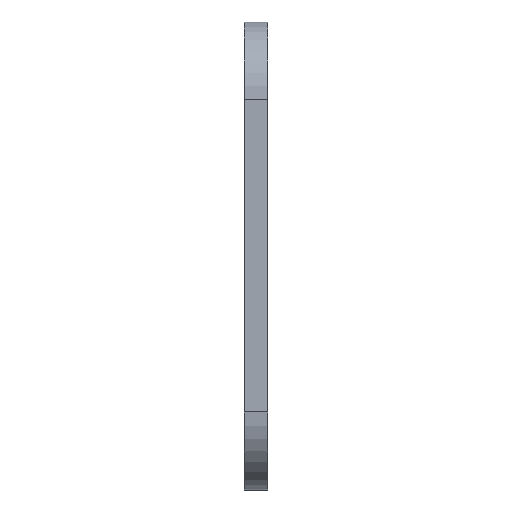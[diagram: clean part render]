
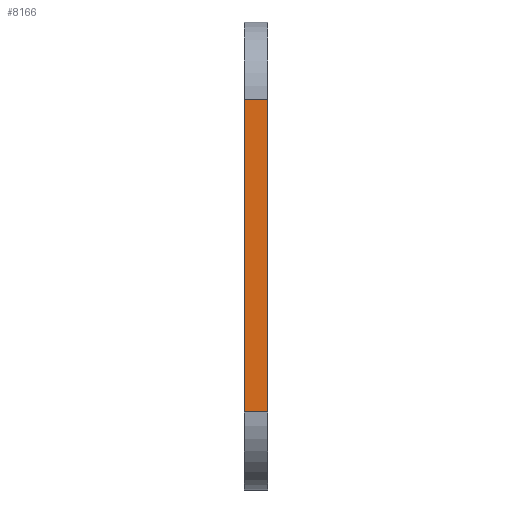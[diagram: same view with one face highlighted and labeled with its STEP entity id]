
A CAD part, left-side view. The second image highlights one B-rep face of the part: STEP entity #8166.
In plain terms, the highlighted planar face has unit normal (-1, 0, 0).
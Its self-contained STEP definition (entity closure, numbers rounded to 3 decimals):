
#459 = VERTEX_POINT ( 'NONE', #5134 ) ;
#774 = DIRECTION ( 'NONE',  ( 0., 0., -1. ) ) ;
#810 = EDGE_LOOP ( 'NONE', ( #2734, #2992, #1045, #8234 ) ) ;
#1045 = ORIENTED_EDGE ( 'NONE', *, *, #7253, .F. ) ;
#1051 = AXIS2_PLACEMENT_3D ( 'NONE', #9676, #4485, #774 ) ;
#1100 = EDGE_CURVE ( 'NONE', #4959, #5043, #6254, .T. ) ;
#1391 = DIRECTION ( 'NONE',  ( 0., 1., 0. ) ) ;
#2681 = EDGE_CURVE ( 'NONE', #9111, #4959, #6823, .T. ) ;
#2734 = ORIENTED_EDGE ( 'NONE', *, *, #1100, .T. ) ;
#2775 = CARTESIAN_POINT ( 'NONE',  ( -87., 3., -30. ) ) ;
#2973 = DIRECTION ( 'NONE',  ( 0., 0., 1. ) ) ;
#2992 = ORIENTED_EDGE ( 'NONE', *, *, #3189, .T. ) ;
#3189 = EDGE_CURVE ( 'NONE', #5043, #459, #4964, .T. ) ;
#3351 = DIRECTION ( 'NONE',  ( 0., 0., 1. ) ) ;
#3409 = CARTESIAN_POINT ( 'NONE',  ( -87., 0., -20. ) ) ;
#4368 = VECTOR ( 'NONE', #1391, 1000. ) ;
#4485 = DIRECTION ( 'NONE',  ( 1., 0., 0. ) ) ;
#4936 = VECTOR ( 'NONE', #9079, 1000. ) ;
#4959 = VERTEX_POINT ( 'NONE', #3409 ) ;
#4964 = LINE ( 'NONE', #6480, #4368 ) ;
#5004 = CARTESIAN_POINT ( 'NONE',  ( -87., 3., -20. ) ) ;
#5043 = VERTEX_POINT ( 'NONE', #6743 ) ;
#5134 = CARTESIAN_POINT ( 'NONE',  ( -87., 3., 20. ) ) ;
#5453 = CARTESIAN_POINT ( 'NONE',  ( -87., 3., -20. ) ) ;
#6254 = LINE ( 'NONE', #8607, #7738 ) ;
#6480 = CARTESIAN_POINT ( 'NONE',  ( -87., 3., 20. ) ) ;
#6743 = CARTESIAN_POINT ( 'NONE',  ( -87., 0., 20. ) ) ;
#6823 = LINE ( 'NONE', #5453, #4936 ) ;
#7253 = EDGE_CURVE ( 'NONE', #9111, #459, #8955, .T. ) ;
#7430 = PLANE ( 'NONE',  #1051 ) ;
#7738 = VECTOR ( 'NONE', #3351, 1000. ) ;
#8166 = ADVANCED_FACE ( 'NONE', ( #8815 ), #7430, .F. ) ;
#8234 = ORIENTED_EDGE ( 'NONE', *, *, #2681, .T. ) ;
#8607 = CARTESIAN_POINT ( 'NONE',  ( -87., 0., -30. ) ) ;
#8815 = FACE_OUTER_BOUND ( 'NONE', #810, .T. ) ;
#8955 = LINE ( 'NONE', #2775, #9063 ) ;
#9063 = VECTOR ( 'NONE', #2973, 1000. ) ;
#9079 = DIRECTION ( 'NONE',  ( 0., -1., 0. ) ) ;
#9111 = VERTEX_POINT ( 'NONE', #5004 ) ;
#9676 = CARTESIAN_POINT ( 'NONE',  ( -87., 3., -30. ) ) ;
